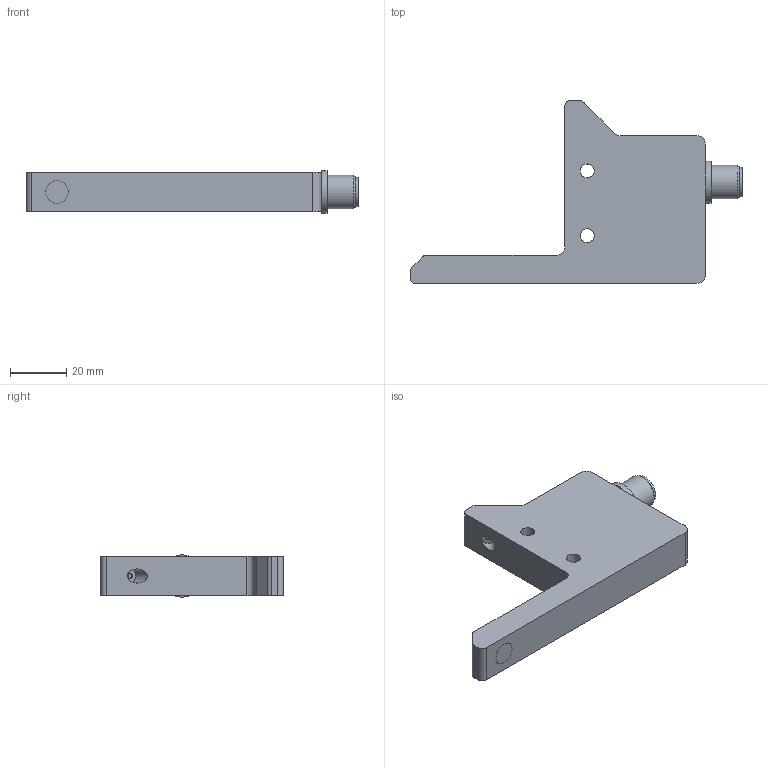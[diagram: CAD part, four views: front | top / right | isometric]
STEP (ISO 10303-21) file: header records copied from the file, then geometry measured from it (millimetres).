
FILE_DESCRIPTION(/* description */ (''),/* implementation_level */ '2;1');
FILE_NAME(/* name */ 'OGL_55_55.stp',/* time_stamp */ '2015-07-22T10:23:45+02:00',/* author */ ('lck'),/* organization */ (''),/* preprocessor_version */ 'ST-DEVELOPER v15.6',/* originating_system */ 'Autodesk Inventor 2015',/* authorisation */ '');
FILE_SCHEMA (('AUTOMOTIVE_DESIGN { 1 0 10303 214 3 1 1 }'));
Length unit declared in the file: millimetre
Products named in the file (1): OGL 55-55
Bounding box: 118 x 65 x 14.99 mm (x, y, z)
Volume: 46200.5 mm3; surface area: 13726 mm2
Topology: 5 solids, 6 shells, 99 faces, 189 edges, 125 vertices
Faces by surface type: plane 50, cylinder 44, cone 5
Full cylindrical faces by diameter (mm): 0.7 x4, 1.7 x4, 1.8 x4, 2 x1, 3 x3, 4.917 x2, 5 x1, 7.85 x1, 8.08 x2, 8.1 x2, 8.5 x1, 8.8 x1, 9.45 x1, 9.5 x2, 9.9 x1, 10 x1, 10.5 x1, 12 x1, 15 x1
Entity records: 2442 total; most frequent: DIRECTION 439, CARTESIAN_POINT 361, ORIENTED_EDGE 286, AXIS2_PLACEMENT_3D 196, EDGE_LOOP 173, EDGE_CURVE 143, VERTEX_POINT 118, FACE_OUTER_BOUND 99
